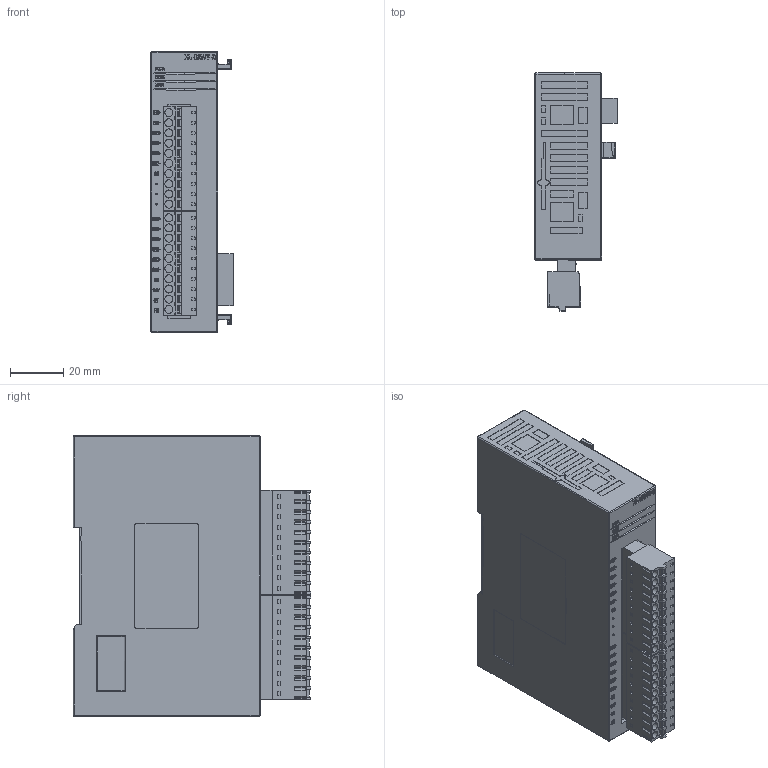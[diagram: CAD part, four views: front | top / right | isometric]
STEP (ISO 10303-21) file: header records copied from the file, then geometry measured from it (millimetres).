
FILE_DESCRIPTION(/* description */ (''),/* implementation_level */ '2;1');
FILE_NAME(/* name */ 'XL-E2W~1',/* time_stamp */ '2022-08-15T10:19:35+08:00',/* author */ (''),/* organization */ (''),/* preprocessor_version */ 'ST-DEVELOPER v16.5',/* originating_system */ '',/* authorisation */ '');
FILE_SCHEMA (('CONFIG_CONTROL_DESIGN'));
Length unit declared in the file: millimetre
Products named in the file (1): Document
Bounding box: 30.8 x 88.99 x 105 mm (x, y, z)
Volume: 195156.8 mm3; surface area: 32365 mm2
Topology: 93 solids, 93 shells, 2679 faces, 6911 edges, 4560 vertices
Faces by surface type: plane 2162, bspline 358, cylinder 159
Entity records: 77521 total; most frequent: CARTESIAN_POINT 29722, ORIENTED_EDGE 13820, EDGE_CURVE 6910, B_SPLINE_CURVE_WITH_KNOTS 6579, VERTEX_POINT 4560, EDGE_LOOP 2840, ADVANCED_FACE 2679, FACE_OUTER_BOUND 2679
